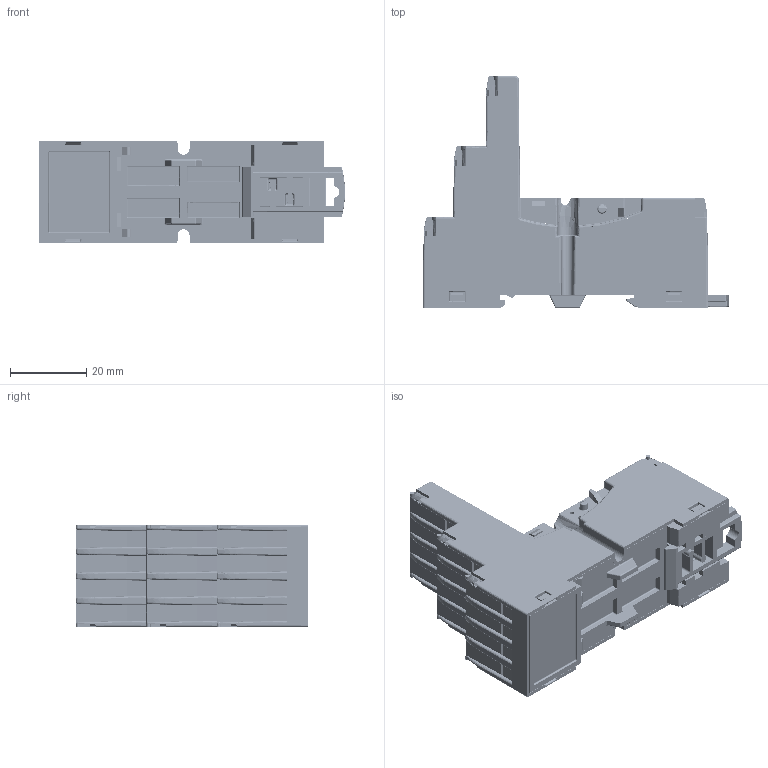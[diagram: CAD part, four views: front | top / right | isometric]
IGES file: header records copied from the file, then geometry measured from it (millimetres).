
Start section: SolidWorks IGES file using analytic representation for surfaces
Global section: file name: GZM4.IGS; native system: SolidWorks 2016; preprocessor: SolidWorks 2016; author: pikusl; date: 160530.103405; units: millimetre
Bounding box: 80.47 x 61 x 26.9 mm (x, y, z)
Surface area: 24229.6 mm2 (no closed solid volume)
Topology: 0 solids, 0 shells, 3370 faces, 24039 edges, 23983 vertices
Faces by surface type: bspline 2180, revolution 1190
